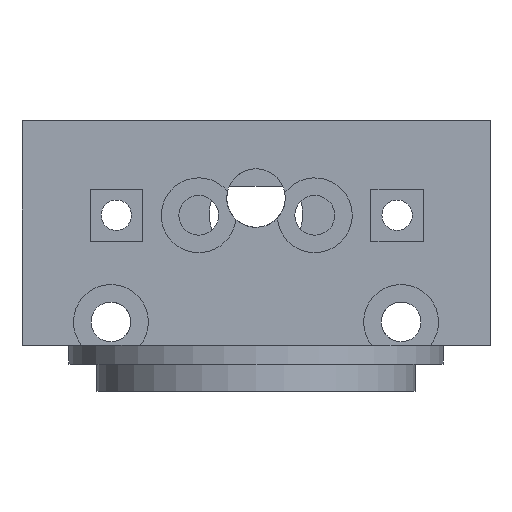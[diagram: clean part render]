
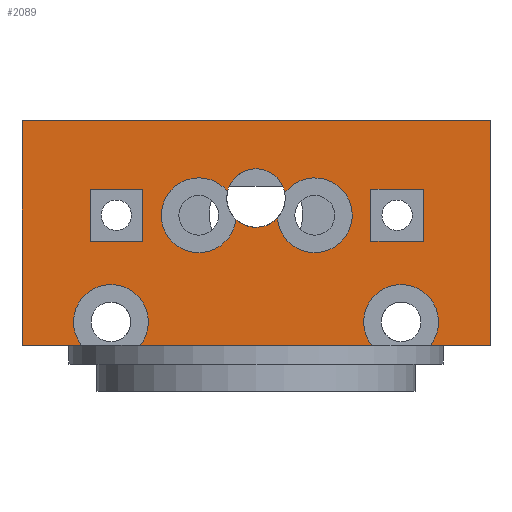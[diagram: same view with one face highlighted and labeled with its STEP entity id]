
A CAD part, front view. The second image highlights one B-rep face of the part: STEP entity #2089.
In plain terms, the highlighted planar face has unit normal (0, -1, 0).
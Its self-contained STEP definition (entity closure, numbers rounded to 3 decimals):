
#58=FACE_BOUND('',#361,.T.);
#59=FACE_BOUND('',#362,.T.);
#60=FACE_BOUND('',#363,.T.);
#110=PLANE('',#2310);
#223=FACE_OUTER_BOUND('',#360,.T.);
#360=EDGE_LOOP('',(#1875,#1876,#1877,#1878,#1879,#1880,#1881,#1882));
#361=EDGE_LOOP('',(#1883,#1884,#1885,#1886,#1887));
#362=EDGE_LOOP('',(#1888,#1889,#1890,#1891));
#363=EDGE_LOOP('',(#1892,#1893,#1894,#1895));
#489=CIRCLE('',#2284,4.);
#491=CIRCLE('',#2288,4.);
#501=CIRCLE('',#2307,4.);
#503=CIRCLE('',#2311,3.125);
#504=CIRCLE('',#2312,3.125);
#505=CIRCLE('',#2313,3.125);
#506=CIRCLE('',#2314,4.);
#545=LINE('',#3146,#709);
#547=LINE('',#3151,#711);
#574=LINE('',#3228,#738);
#576=LINE('',#3234,#740);
#580=LINE('',#3242,#744);
#584=LINE('',#3249,#748);
#626=LINE('',#3697,#790);
#629=LINE('',#3703,#793);
#633=LINE('',#3710,#797);
#635=LINE('',#3713,#799);
#638=LINE('',#3722,#802);
#641=LINE('',#3728,#805);
#645=LINE('',#3735,#809);
#647=LINE('',#3738,#811);
#709=VECTOR('',#2387,10.);
#711=VECTOR('',#2391,10.);
#738=VECTOR('',#2462,10.);
#740=VECTOR('',#2470,10.);
#744=VECTOR('',#2474,10.);
#748=VECTOR('',#2478,10.);
#790=VECTOR('',#2768,10.);
#793=VECTOR('',#2773,10.);
#797=VECTOR('',#2779,10.);
#799=VECTOR('',#2783,10.);
#802=VECTOR('',#2790,10.);
#805=VECTOR('',#2795,10.);
#809=VECTOR('',#2801,10.);
#811=VECTOR('',#2805,10.);
#884=VERTEX_POINT('',#3135);
#889=VERTEX_POINT('',#3144);
#891=VERTEX_POINT('',#3149);
#919=VERTEX_POINT('',#3226);
#920=VERTEX_POINT('',#3233);
#923=VERTEX_POINT('',#3239);
#924=VERTEX_POINT('',#3241);
#927=VERTEX_POINT('',#3247);
#986=VERTEX_POINT('',#3694);
#987=VERTEX_POINT('',#3696);
#989=VERTEX_POINT('',#3702);
#991=VERTEX_POINT('',#3708);
#994=VERTEX_POINT('',#3719);
#995=VERTEX_POINT('',#3721);
#997=VERTEX_POINT('',#3727);
#999=VERTEX_POINT('',#3733);
#1019=VERTEX_POINT('',#3867);
#1022=VERTEX_POINT('',#3872);
#1023=VERTEX_POINT('',#3878);
#1024=VERTEX_POINT('',#3879);
#1025=VERTEX_POINT('',#3882);
#1081=EDGE_CURVE('',#884,#889,#545,.T.);
#1083=EDGE_CURVE('',#891,#889,#547,.T.);
#1123=EDGE_CURVE('',#919,#891,#574,.T.);
#1126=EDGE_CURVE('',#920,#884,#576,.T.);
#1130=EDGE_CURVE('',#924,#923,#580,.T.);
#1134=EDGE_CURVE('',#919,#927,#584,.T.);
#1255=EDGE_CURVE('',#987,#986,#626,.T.);
#1258=EDGE_CURVE('',#989,#987,#629,.T.);
#1262=EDGE_CURVE('',#986,#991,#633,.T.);
#1264=EDGE_CURVE('',#991,#989,#635,.T.);
#1267=EDGE_CURVE('',#995,#994,#638,.T.);
#1270=EDGE_CURVE('',#997,#995,#641,.T.);
#1274=EDGE_CURVE('',#994,#999,#645,.T.);
#1276=EDGE_CURVE('',#999,#997,#647,.T.);
#1292=EDGE_CURVE('',#927,#924,#489,.T.);
#1294=EDGE_CURVE('',#923,#920,#491,.T.);
#1318=EDGE_CURVE('',#1019,#1022,#501,.T.);
#1320=EDGE_CURVE('',#1023,#1024,#503,.T.);
#1321=EDGE_CURVE('',#1024,#1019,#504,.T.);
#1322=EDGE_CURVE('',#1022,#1025,#505,.T.);
#1323=EDGE_CURVE('',#1025,#1023,#506,.T.);
#1875=ORIENTED_EDGE('',*,*,#1294,.T.);
#1876=ORIENTED_EDGE('',*,*,#1126,.T.);
#1877=ORIENTED_EDGE('',*,*,#1081,.T.);
#1878=ORIENTED_EDGE('',*,*,#1083,.F.);
#1879=ORIENTED_EDGE('',*,*,#1123,.F.);
#1880=ORIENTED_EDGE('',*,*,#1134,.T.);
#1881=ORIENTED_EDGE('',*,*,#1292,.T.);
#1882=ORIENTED_EDGE('',*,*,#1130,.T.);
#1883=ORIENTED_EDGE('',*,*,#1320,.T.);
#1884=ORIENTED_EDGE('',*,*,#1321,.T.);
#1885=ORIENTED_EDGE('',*,*,#1318,.T.);
#1886=ORIENTED_EDGE('',*,*,#1322,.T.);
#1887=ORIENTED_EDGE('',*,*,#1323,.T.);
#1888=ORIENTED_EDGE('',*,*,#1264,.T.);
#1889=ORIENTED_EDGE('',*,*,#1258,.T.);
#1890=ORIENTED_EDGE('',*,*,#1255,.T.);
#1891=ORIENTED_EDGE('',*,*,#1262,.T.);
#1892=ORIENTED_EDGE('',*,*,#1276,.T.);
#1893=ORIENTED_EDGE('',*,*,#1270,.T.);
#1894=ORIENTED_EDGE('',*,*,#1267,.T.);
#1895=ORIENTED_EDGE('',*,*,#1274,.T.);
#2089=ADVANCED_FACE('',(#223,#58,#59,#60),#110,.T.);
#2284=AXIS2_PLACEMENT_3D('',#3820,#2843,#2844);
#2288=AXIS2_PLACEMENT_3D('',#3824,#2851,#2852);
#2307=AXIS2_PLACEMENT_3D('',#3874,#2903,#2904);
#2310=AXIS2_PLACEMENT_3D('',#3877,#2909,#2910);
#2311=AXIS2_PLACEMENT_3D('',#3880,#2911,#2912);
#2312=AXIS2_PLACEMENT_3D('',#3881,#2913,#2914);
#2313=AXIS2_PLACEMENT_3D('',#3883,#2915,#2916);
#2314=AXIS2_PLACEMENT_3D('',#3884,#2917,#2918);
#2387=DIRECTION('',(0.,0.,1.));
#2391=DIRECTION('',(1.,0.,0.));
#2462=DIRECTION('',(0.,0.,1.));
#2470=DIRECTION('',(1.,0.,0.));
#2474=DIRECTION('',(1.,0.,0.));
#2478=DIRECTION('',(1.,0.,0.));
#2768=DIRECTION('',(0.,0.,1.));
#2773=DIRECTION('',(-1.,0.,0.));
#2779=DIRECTION('',(1.,0.,0.));
#2783=DIRECTION('',(0.,0.,-1.));
#2790=DIRECTION('',(0.,0.,1.));
#2795=DIRECTION('',(-1.,0.,0.));
#2801=DIRECTION('',(1.,0.,0.));
#2805=DIRECTION('',(0.,0.,-1.));
#2843=DIRECTION('center_axis',(0.,1.,0.));
#2844=DIRECTION('ref_axis',(1.,0.,0.));
#2851=DIRECTION('center_axis',(0.,1.,0.));
#2852=DIRECTION('ref_axis',(1.,0.,0.));
#2903=DIRECTION('center_axis',(0.,1.,0.));
#2904=DIRECTION('ref_axis',(1.,0.,0.));
#2909=DIRECTION('center_axis',(0.,-1.,0.));
#2910=DIRECTION('ref_axis',(1.,0.,0.));
#2911=DIRECTION('center_axis',(0.,1.,0.));
#2912=DIRECTION('ref_axis',(0.,0.,-1.));
#2913=DIRECTION('center_axis',(0.,1.,0.));
#2914=DIRECTION('ref_axis',(0.,0.,-1.));
#2915=DIRECTION('center_axis',(0.,1.,0.));
#2916=DIRECTION('ref_axis',(0.,0.,-1.));
#2917=DIRECTION('center_axis',(0.,1.,0.));
#2918=DIRECTION('ref_axis',(1.,0.,0.));
#3135=CARTESIAN_POINT('',(25.,-21.35,2.));
#3144=CARTESIAN_POINT('',(25.,-21.35,26.));
#3146=CARTESIAN_POINT('',(25.,-21.35,0.));
#3149=CARTESIAN_POINT('',(-25.,-21.35,26.));
#3151=CARTESIAN_POINT('',(-25.,-21.35,26.));
#3226=CARTESIAN_POINT('',(-25.,-21.35,2.));
#3228=CARTESIAN_POINT('',(-25.,-21.35,0.));
#3233=CARTESIAN_POINT('',(18.622,-21.35,2.));
#3234=CARTESIAN_POINT('',(-12.5,-21.35,2.));
#3239=CARTESIAN_POINT('',(12.378,-21.35,2.));
#3241=CARTESIAN_POINT('',(-12.378,-21.35,2.));
#3242=CARTESIAN_POINT('',(-12.5,-21.35,2.));
#3247=CARTESIAN_POINT('',(-18.622,-21.35,2.));
#3249=CARTESIAN_POINT('',(-12.5,-21.35,2.));
#3694=CARTESIAN_POINT('',(-17.72,-21.35,18.7));
#3696=CARTESIAN_POINT('',(-17.72,-21.35,13.1));
#3697=CARTESIAN_POINT('',(-17.72,-21.35,9.35));
#3702=CARTESIAN_POINT('',(-12.12,-21.35,13.1));
#3703=CARTESIAN_POINT('',(-21.36,-21.35,13.1));
#3708=CARTESIAN_POINT('',(-12.12,-21.35,18.7));
#3710=CARTESIAN_POINT('',(-18.56,-21.35,18.7));
#3713=CARTESIAN_POINT('',(-12.12,-21.35,6.55));
#3719=CARTESIAN_POINT('',(12.28,-21.35,18.7));
#3721=CARTESIAN_POINT('',(12.28,-21.35,13.1));
#3722=CARTESIAN_POINT('',(12.28,-21.35,9.35));
#3727=CARTESIAN_POINT('',(17.88,-21.35,13.1));
#3728=CARTESIAN_POINT('',(-6.36,-21.35,13.1));
#3733=CARTESIAN_POINT('',(17.88,-21.35,18.7));
#3735=CARTESIAN_POINT('',(-3.56,-21.35,18.7));
#3738=CARTESIAN_POINT('',(17.88,-21.35,6.55));
#3820=CARTESIAN_POINT('Origin',(-15.5,-21.35,4.5));
#3824=CARTESIAN_POINT('Origin',(15.5,-21.35,4.5));
#3867=CARTESIAN_POINT('',(3.076,-21.35,18.295));
#3872=CARTESIAN_POINT('',(2.29,-21.35,15.62));
#3874=CARTESIAN_POINT('Origin',(6.28,-21.35,15.9));
#3877=CARTESIAN_POINT('Origin',(-25.,-21.35,0.));
#3878=CARTESIAN_POINT('',(-3.043,-21.35,18.456));
#3879=CARTESIAN_POINT('',(0.,-21.35,20.871));
#3880=CARTESIAN_POINT('Origin',(0.,-21.35,
17.746));
#3881=CARTESIAN_POINT('Origin',(0.,-21.35,
17.746));
#3882=CARTESIAN_POINT('',(-2.143,-21.35,15.472));
#3883=CARTESIAN_POINT('Origin',(0.,-21.35,
17.746));
#3884=CARTESIAN_POINT('Origin',(-6.12,-21.35,15.9));
